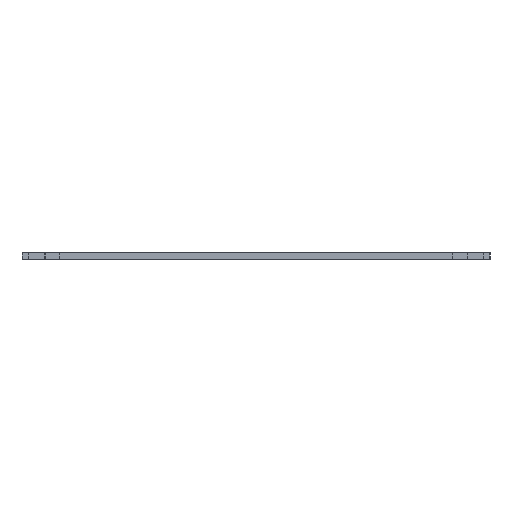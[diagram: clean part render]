
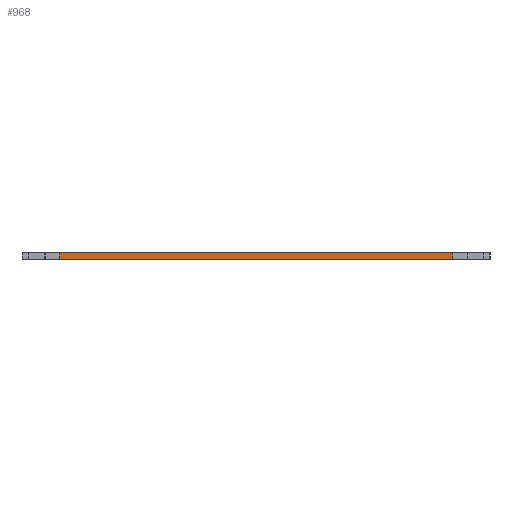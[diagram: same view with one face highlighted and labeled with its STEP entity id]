
A CAD part, left-side view. The second image highlights one B-rep face of the part: STEP entity #968.
In plain terms, the highlighted planar face has unit normal (-1, 0, 0).
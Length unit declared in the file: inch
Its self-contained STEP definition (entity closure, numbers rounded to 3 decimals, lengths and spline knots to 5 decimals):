
#968=ADVANCED_FACE('',(#1742),#13595,.T.);
#1742=FACE_OUTER_BOUND('',#2516,.T.);
#2516=EDGE_LOOP('',(#6732,#6733,#6734,#6735));
#6732=ORIENTED_EDGE('',*,*,#9067,.T.);
#6733=ORIENTED_EDGE('',*,*,#9068,.T.);
#6734=ORIENTED_EDGE('',*,*,#9069,.F.);
#6735=ORIENTED_EDGE('',*,*,#9065,.F.);
#9065=EDGE_CURVE('',#12785,#12786,#11273,.T.);
#9067=EDGE_CURVE('',#12785,#12787,#11275,.T.);
#9068=EDGE_CURVE('',#12787,#12788,#11276,.T.);
#9069=EDGE_CURVE('',#12786,#12788,#11277,.T.);
#11273=B_SPLINE_CURVE_WITH_KNOTS('',1,(#21686,#21687),.UNSPECIFIED.,.F.,
 .F.,(2,2),(0.,0.695),.UNSPECIFIED.);
#11275=B_SPLINE_CURVE_WITH_KNOTS('',1,(#21690,#21691),.UNSPECIFIED.,.F.,
 .F.,(2,2),(6.,7.),.UNSPECIFIED.);
#11276=B_SPLINE_CURVE_WITH_KNOTS('',1,(#21692,#21693),.UNSPECIFIED.,.F.,
 .F.,(2,2),(0.,0.695),.UNSPECIFIED.);
#11277=B_SPLINE_CURVE_WITH_KNOTS('',1,(#21694,#21695),.UNSPECIFIED.,.F.,
 .F.,(2,2),(6.,7.),.UNSPECIFIED.);
#12785=VERTEX_POINT('',#21576);
#12786=VERTEX_POINT('',#21577);
#12787=VERTEX_POINT('',#21578);
#12788=VERTEX_POINT('',#21579);
#13595=PLANE('',#14405);
#14405=AXIS2_PLACEMENT_3D('',#21524,#15175,$);
#15175=DIRECTION('',(-1.,0.,0.));
#21524=CARTESIAN_POINT('',(-41.625,27.86719,0.));
#21576=CARTESIAN_POINT('',(-41.625,27.86719,0.));
#21577=CARTESIAN_POINT('',(-41.625,27.86719,0.695));
#21578=CARTESIAN_POINT('',(-41.625,-11.875,0.));
#21579=CARTESIAN_POINT('',(-41.625,-11.875,0.695));
#21686=CARTESIAN_POINT('',(-41.625,27.86719,0.));
#21687=CARTESIAN_POINT('',(-41.625,27.86719,0.695));
#21690=CARTESIAN_POINT('',(-41.625,27.86719,0.));
#21691=CARTESIAN_POINT('',(-41.625,-11.875,0.));
#21692=CARTESIAN_POINT('',(-41.625,-11.875,0.));
#21693=CARTESIAN_POINT('',(-41.625,-11.875,0.695));
#21694=CARTESIAN_POINT('',(-41.625,27.86719,0.695));
#21695=CARTESIAN_POINT('',(-41.625,-11.875,0.695));
